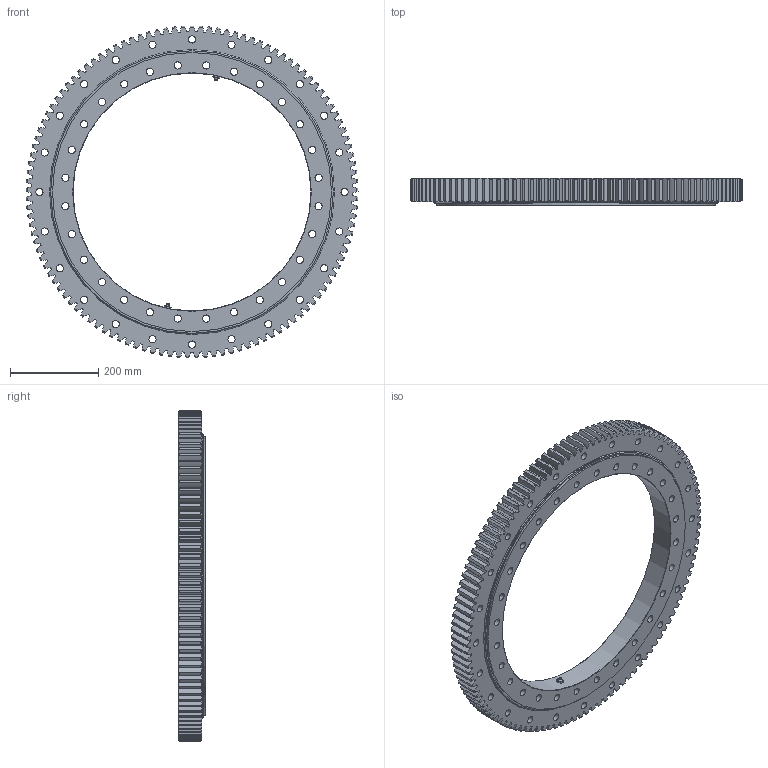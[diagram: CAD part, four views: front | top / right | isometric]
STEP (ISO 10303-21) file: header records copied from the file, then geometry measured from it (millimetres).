
FILE_DESCRIPTION(/* description */ (''),/* implementation_level */ '2;1');
FILE_NAME(/* name */ '30E.0635.25.001.stp',/* time_stamp */ '2025-06-05T08:51:59-04:00',/* author */ ('richard.potesta'),/* organization */ (''),/* preprocessor_version */ 'ST-DEVELOPER v20.1',/* originating_system */ 'Autodesk Inventor 2026',/* authorisation */ '');
FILE_SCHEMA (('AUTOMOTIVE_DESIGN { 1 0 10303 214 3 1 1 }'));
Length unit declared in the file: inch
Products named in the file (4): 30E.0635.25.001; 30E.0635.25.001_1; Spur Gears; HGF-11 Steel
Assembly tree (4 placements, depth 2):
  30E.0635.25.001
    30E.0635.25.001_1
    Spur Gears
    HGF-11 Steel  x2
Bounding box: 753.1 x 60.33 x 753.04 mm (x, y, z)
Volume: 9777327.2 mm3; surface area: 1392373.6 mm2
Topology: 8 solids, 8 shells, 1013 faces, 2948 edges, 1960 vertices
Faces by surface type: cylinder 540, cone 262, torus 95, sphere 76, plane 38, bspline 2
Full cylindrical faces by diameter (mm): 1.587 x2, 2.778 x2, 16.307 x52, 28.575 x1, 28.588 x1, 539.75 x1, 625.005 x1, 625.03 x1, 632.968 x2, 634.873 x2, 636.778 x2, 644.716 x1, 644.741 x1
Entity records: 44573 total; most frequent: CARTESIAN_POINT 17993, ORIENTED_EDGE 5764, DIRECTION 5575, EDGE_CURVE 2882, AXIS2_PLACEMENT_3D 2508, VERTEX_POINT 1919, CIRCLE 1517, EDGE_LOOP 1107
